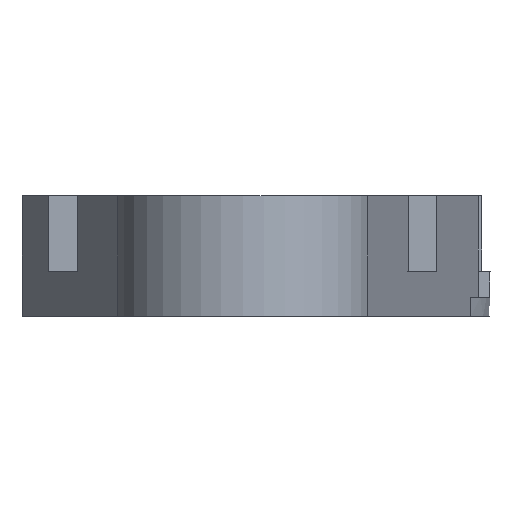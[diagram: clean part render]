
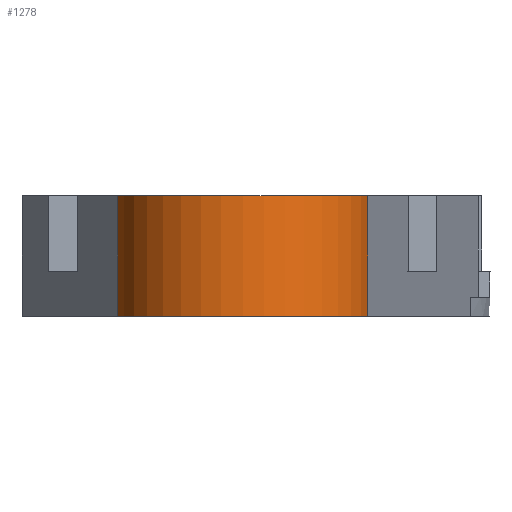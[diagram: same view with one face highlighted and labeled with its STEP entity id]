
A CAD part, front view. The second image highlights one B-rep face of the part: STEP entity #1278.
In plain terms, the highlighted cylindrical face has radius 20.248 mm (diameter 40.496 mm), a partial arc.
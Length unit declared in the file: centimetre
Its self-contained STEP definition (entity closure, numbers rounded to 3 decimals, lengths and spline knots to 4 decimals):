
#42=CYLINDRICAL_SURFACE('',#1404,2.0248);
#106=FACE_OUTER_BOUND('',#171,.T.);
#171=EDGE_LOOP('',(#1157,#1158,#1159,#1160));
#179=CIRCLE('',#1289,2.0248);
#224=CIRCLE('',#1369,2.0248);
#321=LINE('',#2058,#447);
#327=LINE('',#2069,#453);
#447=VECTOR('',#1652,1.);
#453=VECTOR('',#1660,1.);
#495=VERTEX_POINT('',#1800);
#496=VERTEX_POINT('',#1802);
#590=VERTEX_POINT('',#2056);
#594=VERTEX_POINT('',#2068);
#621=EDGE_CURVE('',#495,#496,#179,.T.);
#747=EDGE_CURVE('',#590,#495,#321,.T.);
#753=EDGE_CURVE('',#594,#496,#327,.T.);
#764=EDGE_CURVE('',#594,#590,#224,.T.);
#1157=ORIENTED_EDGE('',*,*,#747,.F.);
#1158=ORIENTED_EDGE('',*,*,#764,.F.);
#1159=ORIENTED_EDGE('',*,*,#753,.T.);
#1160=ORIENTED_EDGE('',*,*,#621,.F.);
#1278=ADVANCED_FACE('',(#106),#42,.T.);
#1289=AXIS2_PLACEMENT_3D('',#1803,#1422,#1423);
#1369=AXIS2_PLACEMENT_3D('',#2087,#1678,#1679);
#1404=AXIS2_PLACEMENT_3D('',#2165,#1774,#1775);
#1422=DIRECTION('center_axis',(0.,0.,-1.));
#1423=DIRECTION('ref_axis',(-0.973,-0.232,0.));
#1652=DIRECTION('',(0.,0.,-1.));
#1660=DIRECTION('',(0.,0.,-1.));
#1678=DIRECTION('center_axis',(0.,0.,1.));
#1679=DIRECTION('ref_axis',(-0.973,-0.232,0.));
#1774=DIRECTION('center_axis',(0.,0.,1.));
#1775=DIRECTION('ref_axis',(-0.973,-0.232,0.));
#1800=CARTESIAN_POINT('',(1.9698,-8.3439,0.));
#1802=CARTESIAN_POINT('',(-1.9698,-8.3439,0.));
#1803=CARTESIAN_POINT('Origin',(0.,-7.875,0.));
#2056=CARTESIAN_POINT('',(1.9698,-8.3439,1.9));
#2058=CARTESIAN_POINT('',(1.9698,-8.3439,0.3));
#2068=CARTESIAN_POINT('',(-1.9698,-8.3439,1.9));
#2069=CARTESIAN_POINT('',(-1.9698,-8.3439,0.3));
#2087=CARTESIAN_POINT('Origin',(0.,-7.875,1.9));
#2165=CARTESIAN_POINT('Origin',(0.,-7.875,0.3));
